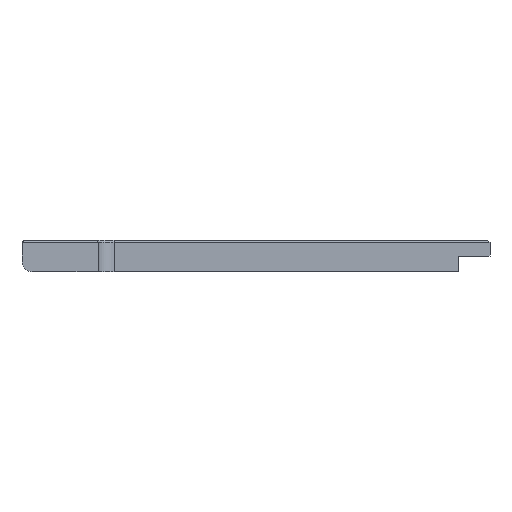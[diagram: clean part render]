
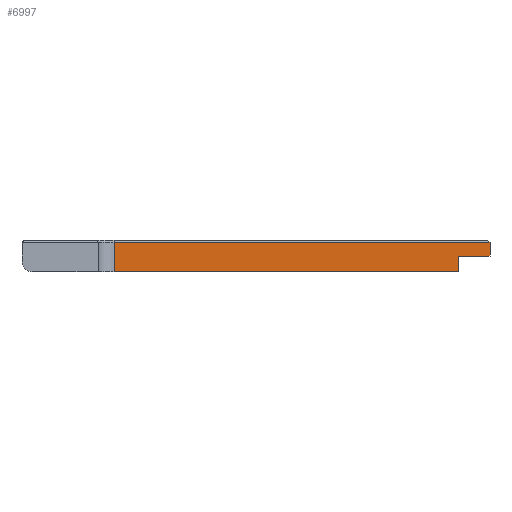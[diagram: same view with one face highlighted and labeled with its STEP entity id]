
A CAD part, front view. The second image highlights one B-rep face of the part: STEP entity #6997.
In plain terms, the highlighted planar face has unit normal (0, -1, 0).
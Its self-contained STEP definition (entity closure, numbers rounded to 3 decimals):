
#248=PLANE('',#7425);
#886=FACE_OUTER_BOUND('',#1329,.T.);
#1329=EDGE_LOOP('',(#6189,#6190,#6191,#6192,#6193,#6194));
#1716=LINE('',#9733,#2331);
#2195=LINE('',#12714,#2810);
#2214=LINE('',#12757,#2829);
#2215=LINE('',#12760,#2830);
#2216=LINE('',#12762,#2831);
#2217=LINE('',#12763,#2832);
#2331=VECTOR('',#7916,10.);
#2810=VECTOR('',#8751,10.);
#2829=VECTOR('',#8806,10.);
#2830=VECTOR('',#8809,10.);
#2831=VECTOR('',#8810,10.);
#2832=VECTOR('',#8811,10.);
#3007=VERTEX_POINT('',#9730);
#3008=VERTEX_POINT('',#9732);
#3471=VERTEX_POINT('',#12712);
#3472=VERTEX_POINT('',#12713);
#3479=VERTEX_POINT('',#12759);
#3480=VERTEX_POINT('',#12761);
#3692=EDGE_CURVE('',#3007,#3008,#1716,.T.);
#4381=EDGE_CURVE('',#3471,#3472,#2195,.T.);
#4404=EDGE_CURVE('',#3472,#3008,#2214,.T.);
#4405=EDGE_CURVE('',#3479,#3007,#2215,.T.);
#4406=EDGE_CURVE('',#3480,#3479,#2216,.T.);
#4407=EDGE_CURVE('',#3471,#3480,#2217,.T.);
#6189=ORIENTED_EDGE('',*,*,#4381,.T.);
#6190=ORIENTED_EDGE('',*,*,#4404,.T.);
#6191=ORIENTED_EDGE('',*,*,#3692,.F.);
#6192=ORIENTED_EDGE('',*,*,#4405,.F.);
#6193=ORIENTED_EDGE('',*,*,#4406,.F.);
#6194=ORIENTED_EDGE('',*,*,#4407,.F.);
#6997=ADVANCED_FACE('',(#886),#248,.F.);
#7425=AXIS2_PLACEMENT_3D('',#12758,#8807,#8808);
#7916=DIRECTION('',(-1.,0.,0.));
#8751=DIRECTION('',(-1.,0.,0.));
#8806=DIRECTION('',(0.,0.,-1.));
#8807=DIRECTION('center_axis',(0.,1.,0.));
#8808=DIRECTION('ref_axis',(1.,0.,0.));
#8809=DIRECTION('',(0.,0.,-1.));
#8810=DIRECTION('',(-1.,0.,0.));
#8811=DIRECTION('',(0.,0.,-1.));
#9730=CARTESIAN_POINT('',(-186.,-4.25,-6.));
#9732=CARTESIAN_POINT('',(-251.5,-4.25,-6.));
#9733=CARTESIAN_POINT('',(-239.5,-4.25,-6.));
#12712=CARTESIAN_POINT('',(-180.,-4.25,-0.4));
#12713=CARTESIAN_POINT('',(-251.5,-4.25,-0.4));
#12714=CARTESIAN_POINT('',(-239.5,-4.25,-0.4));
#12757=CARTESIAN_POINT('',(-251.5,-4.25,0.));
#12758=CARTESIAN_POINT('Origin',(-251.5,-4.25,0.));
#12759=CARTESIAN_POINT('',(-186.,-4.25,-3.));
#12760=CARTESIAN_POINT('',(-186.,-4.25,0.));
#12761=CARTESIAN_POINT('',(-180.,-4.25,-3.));
#12762=CARTESIAN_POINT('',(-184.5,-4.25,-3.));
#12763=CARTESIAN_POINT('',(-180.,-4.25,0.));
